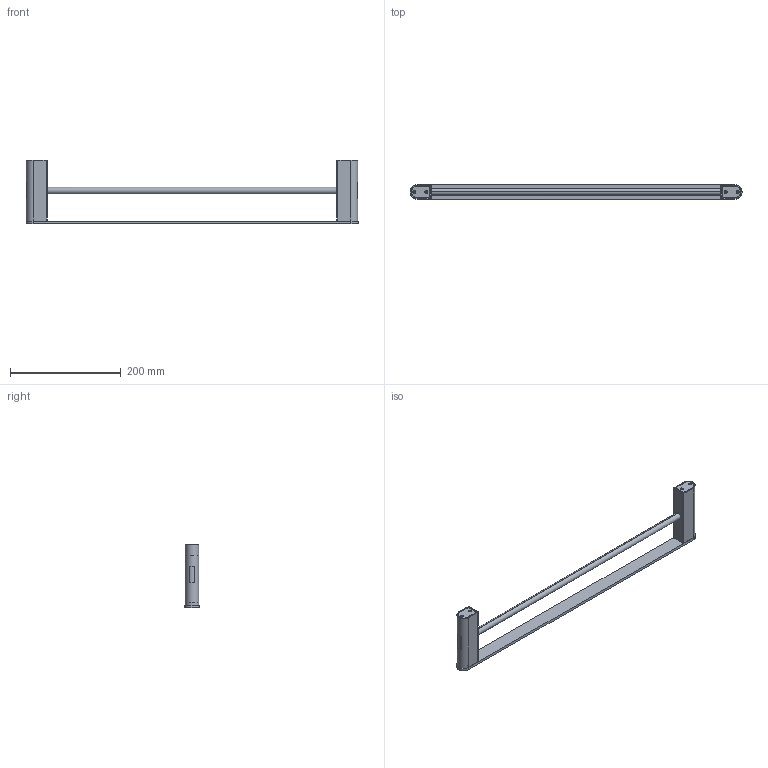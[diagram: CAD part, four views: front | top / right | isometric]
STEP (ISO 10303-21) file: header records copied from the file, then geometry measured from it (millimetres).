
FILE_DESCRIPTION((''),'2;1');
FILE_NAME('93204-1_ASM','2024-03-11T',('Administrator'),(''),'PRO/ENGINEER BY PARAMETRIC TECHNOLOGY CORPORATION, 2010280','PRO/ENGINEER BY PARAMETRIC TECHNOLOGY CORPORATION, 2010280','');
FILE_SCHEMA(('CONFIG_CONTROL_DESIGN'));
Length unit declared in the file: millimetre
Products named in the file (13): MGC2207WMX; MGC2434; BLC0011WXX; MGC2435; MZB0219; BLC0007WXX; MGC2382; SCT0490WBK; MJC1162WJX; BLC0418WXX; BLC0176WXX; BLC0015WXX; 93204-1_ASM
Assembly tree (28 placements, depth 2):
  93204-1_ASM
    MGC2207WMX
    MGC2434
    BLC0011WXX  x4
    MGC2435
    MZB0219  x2
    BLC0007WXX  x4
    MGC2382
    SCT0490WBK  x2
    MJC1162WJX  x2
    BLC0418WXX  x2
    BLC0176WXX  x2
    BLC0015WXX  x6
Bounding box: 600.2 x 26 x 115 mm (x, y, z)
Volume: 179907.1 mm3; surface area: 159519.5 mm2
Topology: 28 solids, 42 shells, 1152 faces, 3046 edges, 1944 vertices
Faces by surface type: cylinder 606, plane 314, bspline 144, cone 76, sphere 8, torus 4
Entity records: 29736 total; most frequent: CARTESIAN_POINT 18475, ORIENTED_EDGE 2426, DIRECTION 1989, EDGE_CURVE 1233, VERTEX_POINT 796, AXIS2_PLACEMENT_3D 711, VECTOR 567, LINE 567
